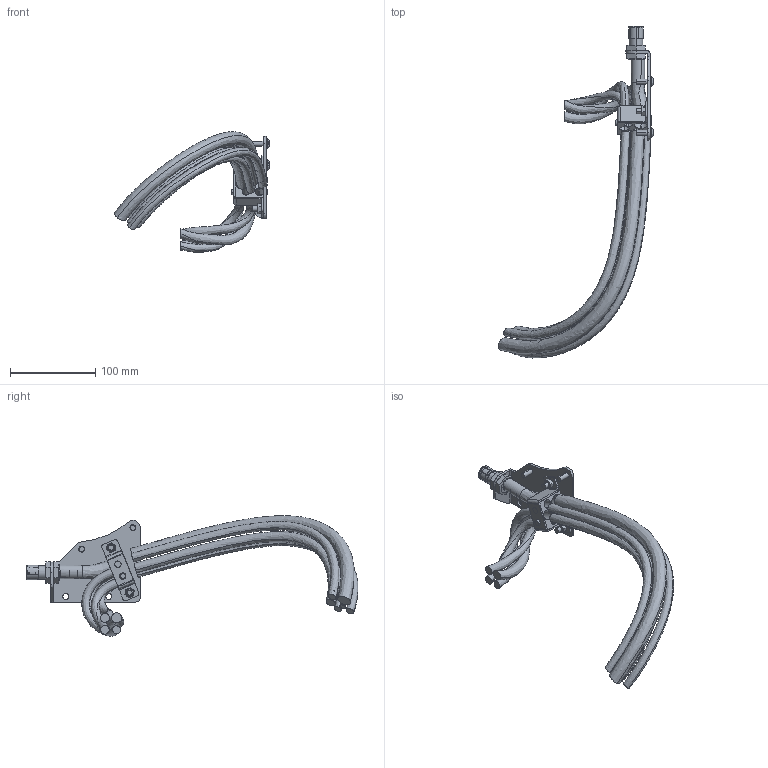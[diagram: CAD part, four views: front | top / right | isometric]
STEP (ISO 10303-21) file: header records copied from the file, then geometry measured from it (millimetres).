
FILE_DESCRIPTION (( 'STEP AP214' ), '1' );
FILE_NAME ('IRB2600_20-165_CABLES_LINK3_rev00.STEP', '2016-12-02T11:52:37', ( 'ABB' ), ( 'ABB' ), 'SwSTEP 2.0', 'SolidWorks 2014', '' );
FILE_SCHEMA (( 'AUTOMOTIVE_DESIGN' ));
Length unit declared in the file: millimetre
Products named in the file (1): IRB2600_20-165_CABLES_LINK3_rev00
Bounding box: 181.95 x 388.51 x 141.2 mm (x, y, z)
Volume: 309509.7 mm3; surface area: 138357.3 mm2
Topology: 21 solids, 21 shells, 362 faces, 881 edges, 578 vertices
Faces by surface type: cylinder 140, plane 122, bspline 66, cone 34
Entity records: 20221 total; most frequent: CARTESIAN_POINT 7737, ORIENTED_EDGE 1762, DIRECTION 1631, EDGE_CURVE 881, AXIS2_PLACEMENT_3D 644, VERTEX_POINT 578, EDGE_LOOP 435, UNCERTAINTY_MEASURE_WITH_UNIT 385
